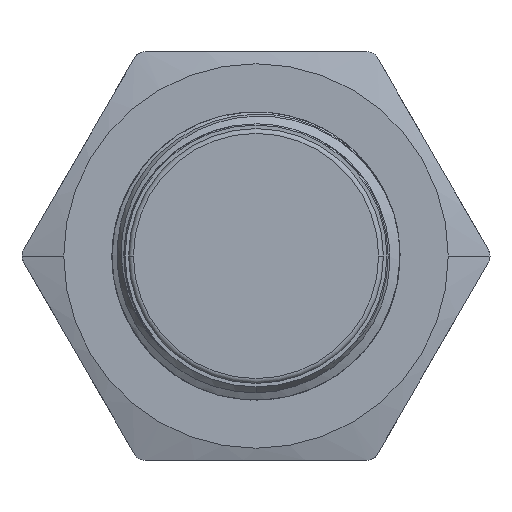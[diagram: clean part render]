
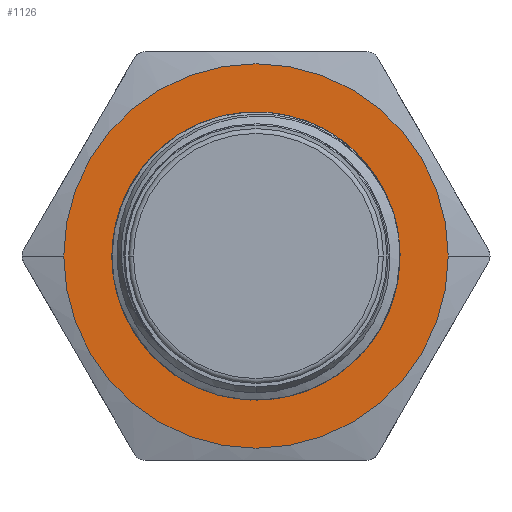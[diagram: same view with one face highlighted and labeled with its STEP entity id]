
A CAD part, front view. The second image highlights one B-rep face of the part: STEP entity #1126.
In plain terms, the highlighted planar face has unit normal (0, -1, 0).
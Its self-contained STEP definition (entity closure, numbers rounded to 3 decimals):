
#198=FACE_BOUND('',#2278,.T.);
#199=FACE_BOUND('',#2279,.T.);
#365=PLANE('',#11102);
#1126=ADVANCED_FACE('',(#198,#199),#365,.T.);
#2278=EDGE_LOOP('',(#6702,#6703));
#2279=EDGE_LOOP('',(#6704,#6705));
#6702=ORIENTED_EDGE('',*,*,#9468,.T.);
#6703=ORIENTED_EDGE('',*,*,#10072,.T.);
#6704=ORIENTED_EDGE('',*,*,#9472,.T.);
#6705=ORIENTED_EDGE('',*,*,#9487,.T.);
#8211=VERTEX_POINT('',#23026);
#8212=VERTEX_POINT('',#23028);
#8214=VERTEX_POINT('',#23034);
#8216=VERTEX_POINT('',#23037);
#9468=EDGE_CURVE('',#8212,#8211,#10715,.T.);
#9472=EDGE_CURVE('',#8216,#8214,#10717,.T.);
#9487=EDGE_CURVE('',#8214,#8216,#10718,.T.);
#10072=EDGE_CURVE('',#8211,#8212,#10726,.T.);
#10715=CIRCLE('',#10887,5.5);
#10717=CIRCLE('',#10890,8.);
#10718=CIRCLE('',#10892,8.);
#10726=CIRCLE('',#11100,5.5);
#10887=AXIS2_PLACEMENT_3D('',#23027,#11723,#11724);
#10890=AXIS2_PLACEMENT_3D('',#23036,#11731,#11732);
#10892=AXIS2_PLACEMENT_3D('',#23122,#11736,#11737);
#11100=AXIS2_PLACEMENT_3D('',#27591,#12350,#12351);
#11102=AXIS2_PLACEMENT_3D('',#27593,#12354,#12355);
#11723=DIRECTION('',(0.,1.,0.));
#11724=DIRECTION('',(1.,0.,0.));
#11731=DIRECTION('',(0.,-1.,0.));
#11732=DIRECTION('',(1.,0.,0.));
#11736=DIRECTION('',(0.,-1.,0.));
#11737=DIRECTION('',(-1.,0.,0.));
#12350=DIRECTION('',(0.,1.,0.));
#12351=DIRECTION('',(-1.,0.,0.));
#12354=DIRECTION('',(0.,-1.,0.));
#12355=DIRECTION('',(1.,0.,0.));
#23026=CARTESIAN_POINT('',(-5.5,6.,0.));
#23027=CARTESIAN_POINT('',(0.,6.,0.));
#23028=CARTESIAN_POINT('',(5.5,6.,0.));
#23034=CARTESIAN_POINT('',(-8.,6.,0.));
#23036=CARTESIAN_POINT('',(0.,6.,0.));
#23037=CARTESIAN_POINT('',(8.,6.,0.));
#23122=CARTESIAN_POINT('',(0.,6.,0.));
#27591=CARTESIAN_POINT('',(0.,6.,0.));
#27593=CARTESIAN_POINT('',(0.,6.,0.));
